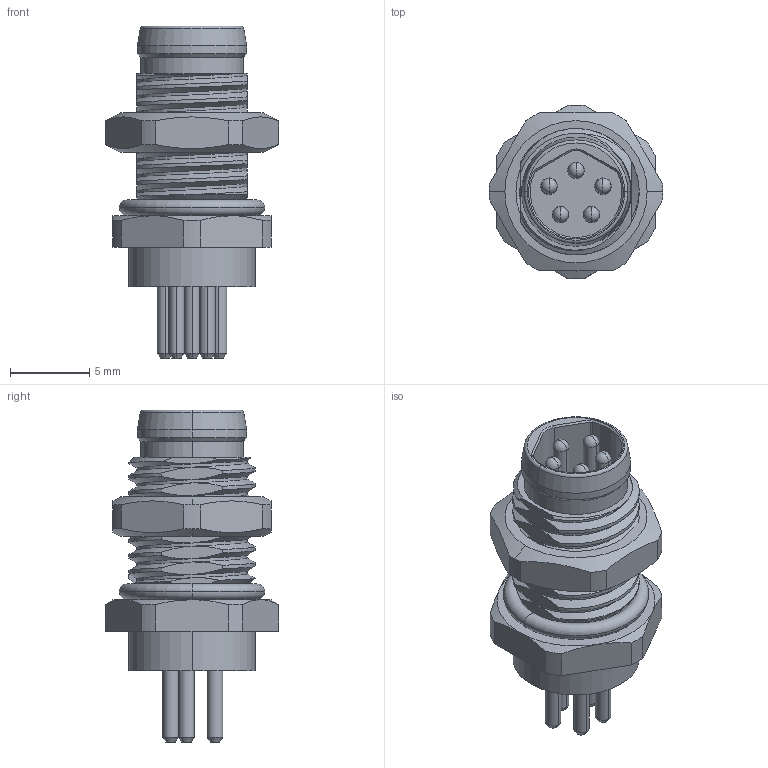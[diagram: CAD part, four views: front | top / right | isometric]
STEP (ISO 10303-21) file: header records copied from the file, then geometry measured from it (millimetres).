
FILE_DESCRIPTION((''),'2;1');
FILE_NAME('PRT00012235_5','2025-09-23T',('gongcheng16'),(''),'PRO/ENGINEER BY PARAMETRIC TECHNOLOGY CORPORATION, 2010280','PRO/ENGINEER BY PARAMETRIC TECHNOLOGY CORPORATION, 2010280','');
FILE_SCHEMA(('CONFIG_CONTROL_DESIGN'));
Length unit declared in the file: millimetre
Products named in the file (1): PRT00012235_5
Bounding box: 11 x 10.99 x 21 mm (x, y, z)
Volume: 221.8 mm3; surface area: 2328 mm2
Topology: 1 solids, 10 shells, 420 faces, 960 edges, 588 vertices
Faces by surface type: cylinder 155, plane 124, cone 78, bspline 43, torus 10, sphere 10
Entity records: 19757 total; most frequent: CARTESIAN_POINT 10507, ORIENTED_EDGE 1900, DIRECTION 1888, EDGE_CURVE 950, AXIS2_PLACEMENT_3D 762, VERTEX_POINT 588, EDGE_LOOP 474, FACE_OUTER_BOUND 420
